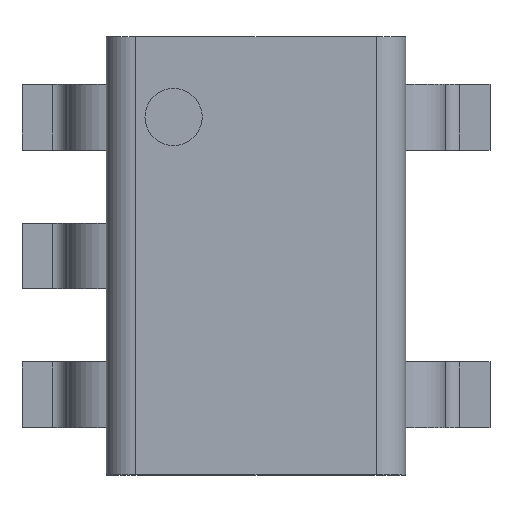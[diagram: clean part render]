
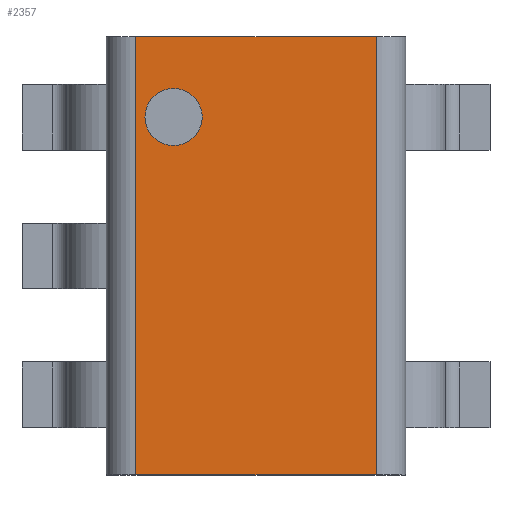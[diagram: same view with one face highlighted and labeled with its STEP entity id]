
A CAD part, top view. The second image highlights one B-rep face of the part: STEP entity #2357.
In plain terms, the highlighted planar face has unit normal (0, 0, 1).
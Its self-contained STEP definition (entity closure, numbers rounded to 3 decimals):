
#42 = VERTEX_POINT('',#43);
#43 = CARTESIAN_POINT('',(-0.564,1.147,0.919)
  );
#48 = EDGE_CURVE('',#42,#42,#49,.T.);
#49 = CIRCLE('',#50,0.196);
#50 = AXIS2_PLACEMENT_3D('',#51,#52,#53);
#51 = CARTESIAN_POINT('',(-0.564,0.951,0.919)
  );
#52 = DIRECTION('',(0.,0.,-1.));
#53 = DIRECTION('',(0.,1.,0.));
#2329 = VERTEX_POINT('',#2330);
#2330 = CARTESIAN_POINT('',(0.825,1.5,0.919
    ));
#2337 = EDGE_CURVE('',#2338,#2329,#2340,.T.);
#2338 = VERTEX_POINT('',#2339);
#2339 = CARTESIAN_POINT('',(0.825,-1.5,
    0.919));
#2340 = LINE('',#2341,#2342);
#2341 = CARTESIAN_POINT('',(0.825,-1.5,
    0.919));
#2342 = VECTOR('',#2343,1.);
#2343 = DIRECTION('',(0.,1.,0.));
#2357 = ADVANCED_FACE('',(#2358,#2361),#2386,.T.);
#2358 = FACE_BOUND('',#2359,.T.);
#2359 = EDGE_LOOP('',(#2360));
#2360 = ORIENTED_EDGE('',*,*,#48,.T.);
#2361 = FACE_BOUND('',#2362,.T.);
#2362 = EDGE_LOOP('',(#2363,#2371,#2379,#2385));
#2363 = ORIENTED_EDGE('',*,*,#2364,.T.);
#2364 = EDGE_CURVE('',#2329,#2365,#2367,.T.);
#2365 = VERTEX_POINT('',#2366);
#2366 = CARTESIAN_POINT('',(-0.825,1.5,
    0.919));
#2367 = LINE('',#2368,#2369);
#2368 = CARTESIAN_POINT('',(0.825,1.5,0.919
    ));
#2369 = VECTOR('',#2370,1.);
#2370 = DIRECTION('',(-1.,0.,0.));
#2371 = ORIENTED_EDGE('',*,*,#2372,.F.);
#2372 = EDGE_CURVE('',#2373,#2365,#2375,.T.);
#2373 = VERTEX_POINT('',#2374);
#2374 = CARTESIAN_POINT('',(-0.825,-1.5,
    0.919));
#2375 = LINE('',#2376,#2377);
#2376 = CARTESIAN_POINT('',(-0.825,-1.5,
    0.919));
#2377 = VECTOR('',#2378,1.);
#2378 = DIRECTION('',(0.,1.,0.));
#2379 = ORIENTED_EDGE('',*,*,#2380,.F.);
#2380 = EDGE_CURVE('',#2338,#2373,#2381,.T.);
#2381 = LINE('',#2382,#2383);
#2382 = CARTESIAN_POINT('',(0.825,-1.5,
    0.919));
#2383 = VECTOR('',#2384,1.);
#2384 = DIRECTION('',(-1.,0.,0.));
#2385 = ORIENTED_EDGE('',*,*,#2337,.T.);
#2386 = PLANE('',#2387);
#2387 = AXIS2_PLACEMENT_3D('',#2388,#2389,#2390);
#2388 = CARTESIAN_POINT('',(-0.412,-1.5,
    0.919));
#2389 = DIRECTION('',(0.,0.,1.));
#2390 = DIRECTION('',(-1.,0.,0.));
